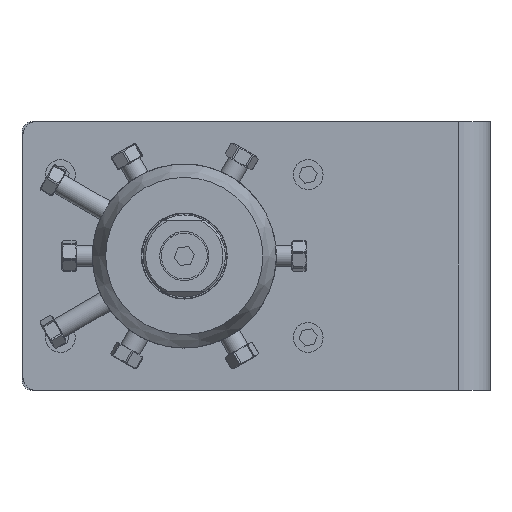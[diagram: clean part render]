
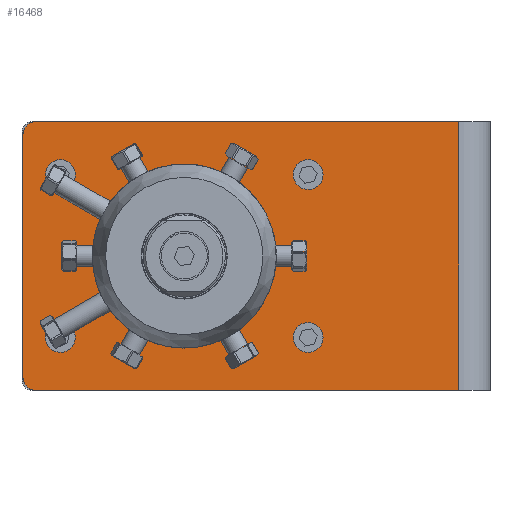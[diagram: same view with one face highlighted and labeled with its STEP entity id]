
A CAD part, left-side view. The second image highlights one B-rep face of the part: STEP entity #16468.
In plain terms, the highlighted planar face has unit normal (-1, 0, 0).
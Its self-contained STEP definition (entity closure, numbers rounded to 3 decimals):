
#16035=CARTESIAN_POINT('',(-91.75,70.593,-117.3));
#16036=VERTEX_POINT('',#16035);
#16037=CARTESIAN_POINT('',(-91.75,73.643,-114.25));
#16038=VERTEX_POINT('',#16037);
#16039=CARTESIAN_POINT('',(-91.75,70.593,-114.25));
#16040=DIRECTION('',(1.0,0.0,0.0));
#16041=DIRECTION('',(0.0,0.707,-0.707));
#16042=AXIS2_PLACEMENT_3D('',#16039,#16040,#16041);
#16043=CIRCLE('',#16042,3.05);
#16044=EDGE_CURVE('',#16036,#16038,#16043,.T.);
#16079=CARTESIAN_POINT('',(-91.75,73.643,-60.025));
#16080=VERTEX_POINT('',#16079);
#16094=CARTESIAN_POINT('',(-91.75,73.643,-60.025));
#16095=DIRECTION('',(0.0,0.0,-1.0));
#16096=VECTOR('',#16095,54.225);
#16097=LINE('',#16094,#16096);
#16098=EDGE_CURVE('',#16080,#16038,#16097,.T.);
#16108=CARTESIAN_POINT('',(-91.75,-24.147,-117.3));
#16109=VERTEX_POINT('',#16108);
#16119=CARTESIAN_POINT('',(-91.75,70.593,-117.3));
#16120=DIRECTION('',(0.0,-1.0,0.0));
#16121=VECTOR('',#16120,94.74);
#16122=LINE('',#16119,#16121);
#16123=EDGE_CURVE('',#16036,#16109,#16122,.T.);
#16164=CARTESIAN_POINT('',(-91.75,37.448,-68.1));
#16165=VERTEX_POINT('',#16164);
#16166=CARTESIAN_POINT('',(-91.75,37.448,-87.15));
#16167=DIRECTION('',(1.0,0.0,0.0));
#16168=DIRECTION('',(0.0,0.0,1.0));
#16169=AXIS2_PLACEMENT_3D('',#16166,#16167,#16168);
#16170=CIRCLE('',#16169,19.05);
#16171=EDGE_CURVE('',#16165,#16165,#16170,.T.);
#16192=CARTESIAN_POINT('',(-91.75,70.593,-56.975));
#16193=VERTEX_POINT('',#16192);
#16194=CARTESIAN_POINT('',(-91.75,70.593,-60.025));
#16195=DIRECTION('',(1.0,0.0,0.0));
#16196=DIRECTION('',(0.0,0.707,0.707));
#16197=AXIS2_PLACEMENT_3D('',#16194,#16195,#16196);
#16198=CIRCLE('',#16197,3.05);
#16199=EDGE_CURVE('',#16080,#16193,#16198,.T.);
#16396=CARTESIAN_POINT('',(-91.75,73.643,-56.975));
#16397=DIRECTION('',(-1.0,0.0,0.0));
#16398=DIRECTION('',(0.0,0.0,1.0));
#16399=AXIS2_PLACEMENT_3D('',#16396,#16397,#16398);
#16400=PLANE('',#16399);
#16401=CARTESIAN_POINT('',(-91.75,-24.147,-56.975));
#16402=VERTEX_POINT('',#16401);
#16403=CARTESIAN_POINT('',(-91.75,-24.147,-56.975));
#16404=DIRECTION('',(0.0,0.0,-1.0));
#16405=VECTOR('',#16404,60.325);
#16406=LINE('',#16403,#16405);
#16407=EDGE_CURVE('',#16402,#16109,#16406,.T.);
#16408=ORIENTED_EDGE('',*,*,#16407,.F.);
#16409=CARTESIAN_POINT('',(-91.75,70.593,-56.975));
#16410=DIRECTION('',(0.0,-1.0,0.0));
#16411=VECTOR('',#16410,94.74);
#16412=LINE('',#16409,#16411);
#16413=EDGE_CURVE('',#16193,#16402,#16412,.T.);
#16414=ORIENTED_EDGE('',*,*,#16413,.F.);
#16415=ORIENTED_EDGE('',*,*,#16199,.F.);
#16416=ORIENTED_EDGE('',*,*,#16098,.T.);
#16417=ORIENTED_EDGE('',*,*,#16044,.F.);
#16418=ORIENTED_EDGE('',*,*,#16123,.T.);
#16419=EDGE_LOOP('',(#16408,#16414,#16415,#16416,#16417,#16418));
#16420=FACE_OUTER_BOUND('',#16419,.T.);
#16421=ORIENTED_EDGE('',*,*,#16171,.T.);
#16422=EDGE_LOOP('',(#16421));
#16423=FACE_BOUND('',#16422,.T.);
#16424=CARTESIAN_POINT('',(-91.75,65.235,-103.19));
#16425=VERTEX_POINT('',#16424);
#16426=CARTESIAN_POINT('',(-91.75,65.235,-105.412));
#16427=DIRECTION('',(1.0,0.0,0.0));
#16428=DIRECTION('',(0.0,0.0,1.0));
#16429=AXIS2_PLACEMENT_3D('',#16426,#16427,#16428);
#16430=CIRCLE('',#16429,2.223);
#16431=EDGE_CURVE('',#16425,#16425,#16430,.T.);
#16432=ORIENTED_EDGE('',*,*,#16431,.T.);
#16433=EDGE_LOOP('',(#16432));
#16434=FACE_BOUND('',#16433,.T.);
#16435=CARTESIAN_POINT('',(-91.75,65.235,-66.665));
#16436=VERTEX_POINT('',#16435);
#16437=CARTESIAN_POINT('',(-91.75,65.235,-68.887));
#16438=DIRECTION('',(1.0,0.0,0.0));
#16439=DIRECTION('',(0.0,0.0,1.0));
#16440=AXIS2_PLACEMENT_3D('',#16437,#16438,#16439);
#16441=CIRCLE('',#16440,2.223);
#16442=EDGE_CURVE('',#16436,#16436,#16441,.T.);
#16443=ORIENTED_EDGE('',*,*,#16442,.T.);
#16444=EDGE_LOOP('',(#16443));
#16445=FACE_BOUND('',#16444,.T.);
#16446=CARTESIAN_POINT('',(-91.75,9.66,-66.665));
#16447=VERTEX_POINT('',#16446);
#16448=CARTESIAN_POINT('',(-91.75,9.66,-68.887));
#16449=DIRECTION('',(1.0,0.0,0.0));
#16450=DIRECTION('',(0.0,0.0,1.0));
#16451=AXIS2_PLACEMENT_3D('',#16448,#16449,#16450);
#16452=CIRCLE('',#16451,2.223);
#16453=EDGE_CURVE('',#16447,#16447,#16452,.T.);
#16454=ORIENTED_EDGE('',*,*,#16453,.T.);
#16455=EDGE_LOOP('',(#16454));
#16456=FACE_BOUND('',#16455,.T.);
#16457=CARTESIAN_POINT('',(-91.75,9.66,-103.19));
#16458=VERTEX_POINT('',#16457);
#16459=CARTESIAN_POINT('',(-91.75,9.66,-105.412));
#16460=DIRECTION('',(1.0,0.0,0.0));
#16461=DIRECTION('',(0.0,0.0,1.0));
#16462=AXIS2_PLACEMENT_3D('',#16459,#16460,#16461);
#16463=CIRCLE('',#16462,2.223);
#16464=EDGE_CURVE('',#16458,#16458,#16463,.T.);
#16465=ORIENTED_EDGE('',*,*,#16464,.T.);
#16466=EDGE_LOOP('',(#16465));
#16467=FACE_BOUND('',#16466,.T.);
#16468=ADVANCED_FACE('',(#16420,#16423,#16434,#16445,#16456,#16467),#16400,.T.);
